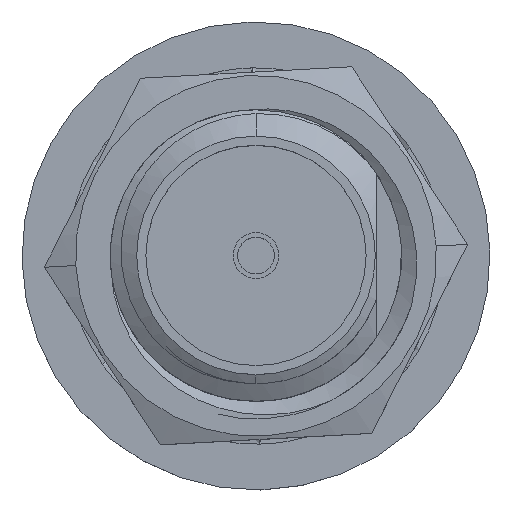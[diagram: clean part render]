
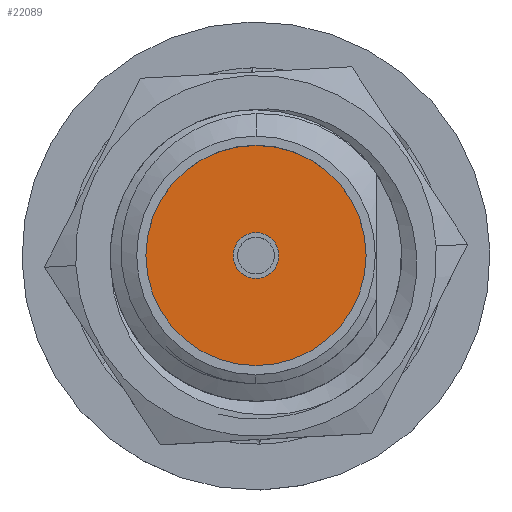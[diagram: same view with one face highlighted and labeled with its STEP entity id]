
A CAD part, top view. The second image highlights one B-rep face of the part: STEP entity #22089.
In plain terms, the highlighted planar face has unit normal (0, 0, 1).
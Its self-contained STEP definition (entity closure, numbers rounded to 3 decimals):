
#859 = DIRECTION ( 'NONE',  ( 0., 1., 0. ) ) ;
#1108 = EDGE_CURVE ( 'NONE', #4522, #4309, #19130, .T. ) ;
#1160 = DIRECTION ( 'NONE',  ( 0., 1., 0. ) ) ;
#1317 = AXIS2_PLACEMENT_3D ( 'NONE', #20239, #12635, #3247 ) ;
#1733 = EDGE_CURVE ( 'NONE', #6497, #2104, #13467, .T. ) ;
#2104 = VERTEX_POINT ( 'NONE', #11916 ) ;
#2705 = DIRECTION ( 'NONE',  ( 0., 0., 1. ) ) ;
#3209 = AXIS2_PLACEMENT_3D ( 'NONE', #3569, #22456, #15307 ) ;
#3247 = DIRECTION ( 'NONE',  ( 0., 1., 0. ) ) ;
#3277 = CIRCLE ( 'NONE', #16905, 2.4 ) ;
#3569 = CARTESIAN_POINT ( 'NONE',  ( 0., 0.65, 14.6 ) ) ;
#4309 = VERTEX_POINT ( 'NONE', #17930 ) ;
#4522 = VERTEX_POINT ( 'NONE', #5607 ) ;
#5607 = CARTESIAN_POINT ( 'NONE',  ( 0., 0.15, 14.6 ) ) ;
#5717 = FACE_OUTER_BOUND ( 'NONE', #12556, .T. ) ;
#6113 = AXIS2_PLACEMENT_3D ( 'NONE', #14117, #20086, #1160 ) ;
#6497 = VERTEX_POINT ( 'NONE', #8542 ) ;
#7945 = ORIENTED_EDGE ( 'NONE', *, *, #1733, .T. ) ;
#8542 = CARTESIAN_POINT ( 'NONE',  ( 0., 3.05, 14.6 ) ) ;
#8881 = ORIENTED_EDGE ( 'NONE', *, *, #14682, .F. ) ;
#10491 = CARTESIAN_POINT ( 'NONE',  ( 0., 0.65, 14.6 ) ) ;
#11916 = CARTESIAN_POINT ( 'NONE',  ( 0., -1.75, 14.6 ) ) ;
#12523 = EDGE_LOOP ( 'NONE', ( #8881, #16838 ) ) ;
#12556 = EDGE_LOOP ( 'NONE', ( #14051, #7945 ) ) ;
#12635 = DIRECTION ( 'NONE',  ( 0., 0., 1. ) ) ;
#13467 = CIRCLE ( 'NONE', #3209, 2.4 ) ;
#14051 = ORIENTED_EDGE ( 'NONE', *, *, #24325, .T. ) ;
#14117 = CARTESIAN_POINT ( 'NONE',  ( 0., 0.65, 14.6 ) ) ;
#14682 = EDGE_CURVE ( 'NONE', #4309, #4522, #19789, .T. ) ;
#15307 = DIRECTION ( 'NONE',  ( 0., 1., 0. ) ) ;
#15641 = CARTESIAN_POINT ( 'NONE',  ( 0., 0.65, 14.6 ) ) ;
#16838 = ORIENTED_EDGE ( 'NONE', *, *, #1108, .F. ) ;
#16905 = AXIS2_PLACEMENT_3D ( 'NONE', #10491, #2705, #19581 ) ;
#17234 = FACE_BOUND ( 'NONE', #12523, .T. ) ;
#17930 = CARTESIAN_POINT ( 'NONE',  ( 0., 1.15, 14.6 ) ) ;
#19130 = CIRCLE ( 'NONE', #1317, 0.5 ) ;
#19581 = DIRECTION ( 'NONE',  ( 0., 1., 0. ) ) ;
#19789 = CIRCLE ( 'NONE', #20565, 0.5 ) ;
#20009 = PLANE ( 'NONE',  #6113 ) ;
#20086 = DIRECTION ( 'NONE',  ( 0., 0., 1. ) ) ;
#20239 = CARTESIAN_POINT ( 'NONE',  ( 0., 0.65, 14.6 ) ) ;
#20565 = AXIS2_PLACEMENT_3D ( 'NONE', #15641, #23167, #859 ) ;
#22089 = ADVANCED_FACE ( 'NONE', ( #17234, #5717 ), #20009, .T. ) ;
#22456 = DIRECTION ( 'NONE',  ( 0., 0., 1. ) ) ;
#23167 = DIRECTION ( 'NONE',  ( 0., 0., 1. ) ) ;
#24325 = EDGE_CURVE ( 'NONE', #2104, #6497, #3277, .T. ) ;
